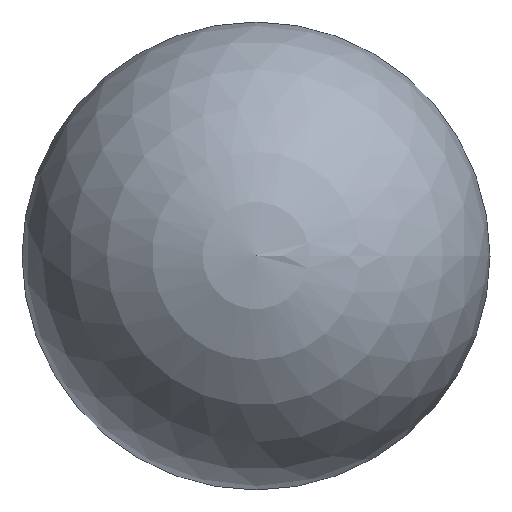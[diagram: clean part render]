
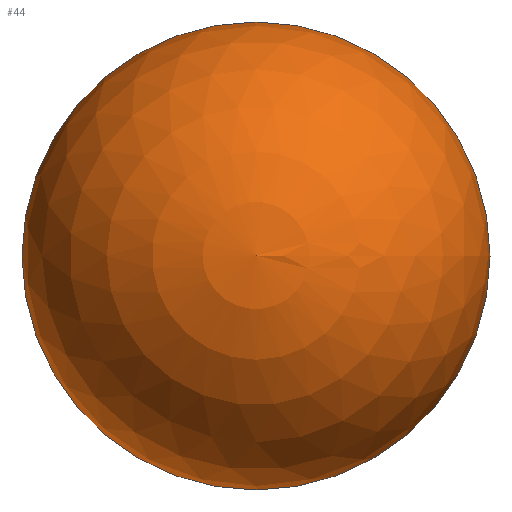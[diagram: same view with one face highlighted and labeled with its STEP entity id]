
A CAD part, top view. The second image highlights one B-rep face of the part: STEP entity #44.
In plain terms, the highlighted spherical face has radius 12.5 mm.
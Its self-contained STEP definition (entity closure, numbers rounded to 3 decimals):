
#44 = ADVANCED_FACE( '', ( #101 ), #102, .T. );
#101 = FACE_OUTER_BOUND( '', #187, .T. );
#102 = SPHERICAL_SURFACE( '', #188, 12.5 );
#187 = EDGE_LOOP( '', ( #267 ) );
#188 = AXIS2_PLACEMENT_3D( '', #268, #269, #270 );
#267 = ORIENTED_EDGE( '', *, *, #384, .F. );
#268 = CARTESIAN_POINT( '', ( 0., 0., 42.5 ) );
#269 = DIRECTION( '', ( 0., 0., 1. ) );
#270 = DIRECTION( '', ( 1., 0., 0. ) );
#384 = EDGE_CURVE( '', #423, #423, #424, .F. );
#423 = VERTEX_POINT( '', #479 );
#424 = CIRCLE( '', #480, 12.489 );
#479 = CARTESIAN_POINT( '', ( 12.489, 0., 41.965 ) );
#480 = AXIS2_PLACEMENT_3D( '', #534, #535, #536 );
#534 = CARTESIAN_POINT( '', ( 0., 0., 41.965 ) );
#535 = DIRECTION( '', ( 0., 0., 1. ) );
#536 = DIRECTION( '', ( 1., 0., 0. ) );
